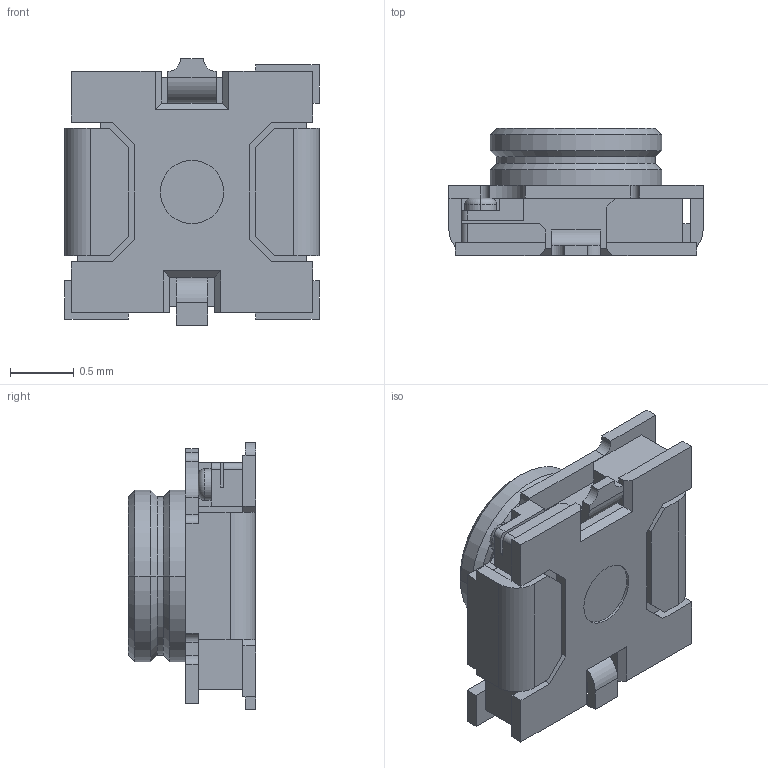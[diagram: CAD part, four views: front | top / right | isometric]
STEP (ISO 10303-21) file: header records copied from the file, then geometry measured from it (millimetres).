
FILE_DESCRIPTION (( 'STEP AP214' ), '1' );
FILE_NAME ('MM8030-2610RK0.STEP', '2019-11-08T19:19:31', ( '' ), ( '' ), 'SwSTEP 2.0', 'SolidWorks 2016', '' );
FILE_SCHEMA (( 'AUTOMOTIVE_DESIGN' ));
Length unit declared in the file: millimetre
Products named in the file (1): MM8030-2610RK0
Bounding box: 2 x 1 x 2.1 mm (x, y, z)
Volume: 2.1 mm3; surface area: 26.8 mm2
Topology: 6 solids, 6 shells, 197 faces, 516 edges, 334 vertices
Faces by surface type: plane 137, cylinder 48, cone 10, torus 2
Entity records: 6077 total; most frequent: CARTESIAN_POINT 1048, ORIENTED_EDGE 1032, DIRECTION 1016, EDGE_CURVE 516, LINE 412, VECTOR 412, VERTEX_POINT 334, AXIS2_PLACEMENT_3D 302
